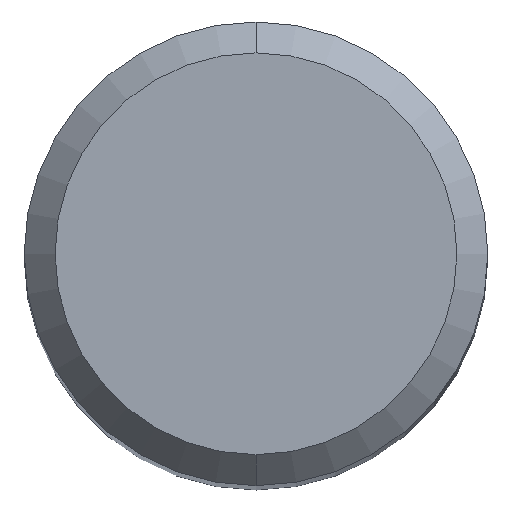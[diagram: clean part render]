
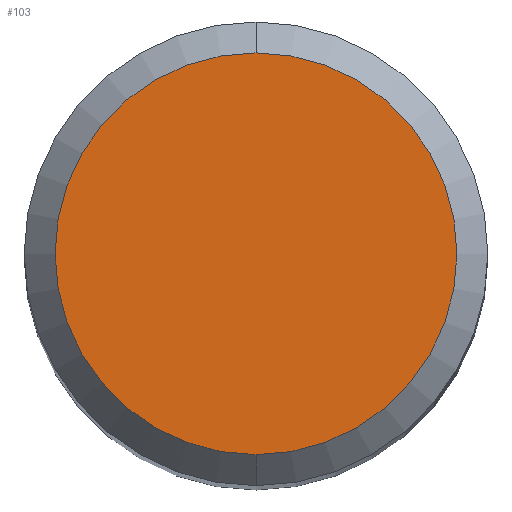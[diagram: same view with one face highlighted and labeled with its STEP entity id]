
A CAD part, top view. The second image highlights one B-rep face of the part: STEP entity #103.
In plain terms, the highlighted planar face has unit normal (0, 0, 1).
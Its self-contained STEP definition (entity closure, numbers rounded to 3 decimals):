
#103=ADVANCED_FACE('',(#267),#268,.T.);
#203=VERTEX_POINT('',#378);
#207=VERTEX_POINT('',#382);
#213=EDGE_CURVE('',#207,#203,#388,.T.);
#229=EDGE_CURVE('',#203,#207,#409,.T.);
#267=FACE_OUTER_BOUND('',#440,.T.);
#268=PLANE('',#441);
#378=CARTESIAN_POINT('',(0.0,2.6,0.0));
#382=CARTESIAN_POINT('',(0.,-2.6,0.0));
#388=CIRCLE('',#603,2.6);
#409=CIRCLE('',#626,2.6);
#440=EDGE_LOOP('',(#664,#665));
#441=AXIS2_PLACEMENT_3D('',#666,#667,#668);
#603=AXIS2_PLACEMENT_3D('',#805,#806,#807);
#626=AXIS2_PLACEMENT_3D('',#834,#835,#836);
#664=ORIENTED_EDGE('',*,*,#229,.F.);
#665=ORIENTED_EDGE('',*,*,#213,.F.);
#666=CARTESIAN_POINT('',(0.0,1.3,0.0));
#667=DIRECTION('',(-0.0,0.0,1.0));
#668=DIRECTION('',(0.0,-1.0,0.0));
#805=CARTESIAN_POINT('',(0.0,0.0,0.0));
#806=DIRECTION('',(0.0,0.0,-1.0));
#807=DIRECTION('',(0.0,1.0,0.0));
#834=CARTESIAN_POINT('',(0.0,0.0,0.0));
#835=DIRECTION('',(0.0,0.0,-1.0));
#836=DIRECTION('',(0.0,1.0,0.0));
